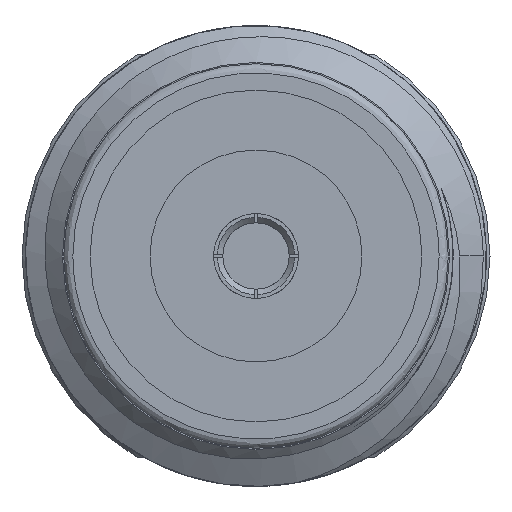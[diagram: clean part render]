
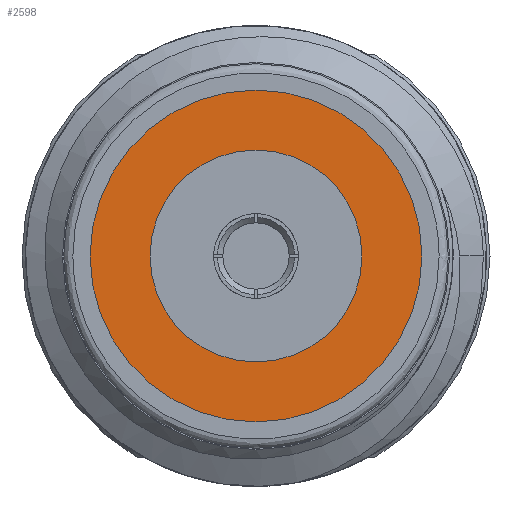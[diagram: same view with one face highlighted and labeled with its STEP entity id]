
A CAD part, left-side view. The second image highlights one B-rep face of the part: STEP entity #2598.
In plain terms, the highlighted planar face has unit normal (-1, 0, 0).
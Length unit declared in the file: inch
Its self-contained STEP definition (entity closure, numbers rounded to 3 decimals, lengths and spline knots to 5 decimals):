
#98 = FACE_BOUND ( 'NONE', #2115, .T. ) ;
#251 = EDGE_LOOP ( 'NONE', ( #2547 ) ) ;
#777 = AXIS2_PLACEMENT_3D ( 'NONE', #4239, #4618, #1111 ) ;
#815 = AXIS2_PLACEMENT_3D ( 'NONE', #3096, #3077, #2036 ) ;
#888 = PLANE ( 'NONE',  #815 ) ;
#904 = EDGE_CURVE ( 'NONE', #4059, #4059, #3408, .T. ) ;
#1111 = DIRECTION ( 'NONE',  ( 0., 1., 0. ) ) ;
#1933 = CARTESIAN_POINT ( 'NONE',  ( -0.13738, 0., 0. ) ) ;
#2036 = DIRECTION ( 'NONE',  ( 0., 1., 0. ) ) ;
#2115 = EDGE_LOOP ( 'NONE', ( #3267 ) ) ;
#2516 = EDGE_CURVE ( 'NONE', #3200, #3200, #4685, .T. ) ;
#2547 = ORIENTED_EDGE ( 'NONE', *, *, #2516, .T. ) ;
#2598 = ADVANCED_FACE ( 'NONE', ( #4432, #98 ), #888, .T. ) ;
#3077 = DIRECTION ( 'NONE',  ( -1., 0., 0. ) ) ;
#3096 = CARTESIAN_POINT ( 'NONE',  ( -0.13738, 0., 0. ) ) ;
#3200 = VERTEX_POINT ( 'NONE', #3895 ) ;
#3267 = ORIENTED_EDGE ( 'NONE', *, *, #904, .T. ) ;
#3408 = CIRCLE ( 'NONE', #777, 0.05748 ) ;
#3457 = CARTESIAN_POINT ( 'NONE',  ( -0.13738, 0.05748, 0. ) ) ;
#3772 = DIRECTION ( 'NONE',  ( -1., 0., 0. ) ) ;
#3895 = CARTESIAN_POINT ( 'NONE',  ( -0.13738, 0.09, 0. ) ) ;
#4059 = VERTEX_POINT ( 'NONE', #3457 ) ;
#4127 = DIRECTION ( 'NONE',  ( 0., 1., 0. ) ) ;
#4239 = CARTESIAN_POINT ( 'NONE',  ( -0.13738, 0., 0. ) ) ;
#4432 = FACE_OUTER_BOUND ( 'NONE', #251, .T. ) ;
#4504 = AXIS2_PLACEMENT_3D ( 'NONE', #1933, #3772, #4127 ) ;
#4618 = DIRECTION ( 'NONE',  ( 1., 0., 0. ) ) ;
#4685 = CIRCLE ( 'NONE', #4504, 0.09 ) ;
